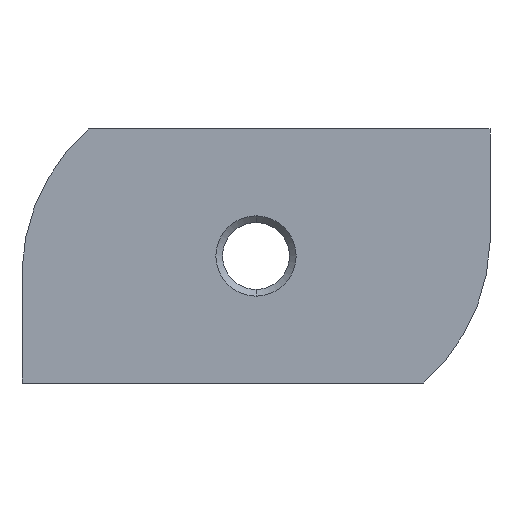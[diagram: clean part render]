
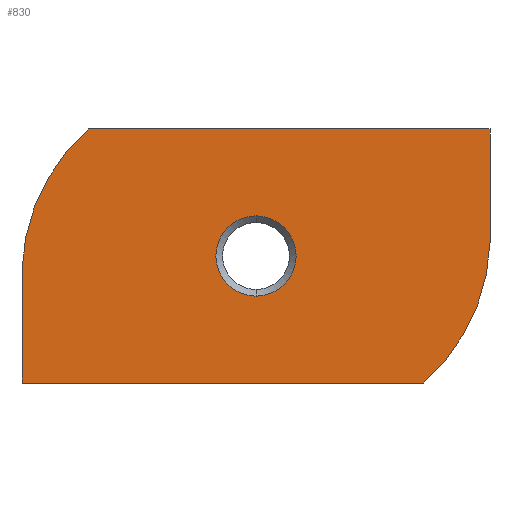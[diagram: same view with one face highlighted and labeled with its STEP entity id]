
A CAD part, front view. The second image highlights one B-rep face of the part: STEP entity #830.
In plain terms, the highlighted planar face has unit normal (0, -1, 0).
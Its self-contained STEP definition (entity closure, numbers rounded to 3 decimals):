
#42 = DIRECTION ( 'NONE',  ( 1., 0., 0. ) ) ;
#83 = ORIENTED_EDGE ( 'NONE', *, *, #2896, .T. ) ;
#90 = DIRECTION ( 'NONE',  ( 0., 1., 0. ) ) ;
#243 = EDGE_CURVE ( 'NONE', #642, #541, #1565, .T. ) ;
#308 = VECTOR ( 'NONE', #2152, 1000. ) ;
#411 = CIRCLE ( 'NONE', #3021, 14.541 ) ;
#440 = ORIENTED_EDGE ( 'NONE', *, *, #1177, .F. ) ;
#517 = AXIS2_PLACEMENT_3D ( 'NONE', #2125, #90, #1107 ) ;
#541 = VERTEX_POINT ( 'NONE', #1760 ) ;
#587 = ORIENTED_EDGE ( 'NONE', *, *, #833, .F. ) ;
#591 = FACE_BOUND ( 'NONE', #1394, .T. ) ;
#606 = LINE ( 'NONE', #1622, #2860 ) ;
#628 = DIRECTION ( 'NONE',  ( 1., 0., 0. ) ) ;
#642 = VERTEX_POINT ( 'NONE', #2929 ) ;
#660 = CARTESIAN_POINT ( 'NONE',  ( -2.967, 0., -1.48 ) ) ;
#780 = AXIS2_PLACEMENT_3D ( 'NONE', #1826, #2303, #42 ) ;
#824 = ORIENTED_EDGE ( 'NONE', *, *, #2342, .F. ) ;
#828 = DIRECTION ( 'NONE',  ( 0., 1., 0. ) ) ;
#830 = ADVANCED_FACE ( 'NONE', ( #591, #1022 ), #2764, .F. ) ;
#833 = EDGE_CURVE ( 'NONE', #2477, #1691, #2287, .T. ) ;
#876 = VERTEX_POINT ( 'NONE', #2795 ) ;
#891 = DIRECTION ( 'NONE',  ( 0., 0., 1. ) ) ;
#895 = DIRECTION ( 'NONE',  ( 0., 1., 0. ) ) ;
#940 = EDGE_CURVE ( 'NONE', #876, #2477, #1300, .T. ) ;
#1022 = FACE_OUTER_BOUND ( 'NONE', #3186, .T. ) ;
#1036 = VERTEX_POINT ( 'NONE', #2057 ) ;
#1074 = LINE ( 'NONE', #3062, #3115 ) ;
#1107 = DIRECTION ( 'NONE',  ( 0., 0., 1. ) ) ;
#1117 = LINE ( 'NONE', #1149, #308 ) ;
#1134 = ORIENTED_EDGE ( 'NONE', *, *, #3137, .T. ) ;
#1149 = CARTESIAN_POINT ( 'NONE',  ( 17.5, 0., 9.5 ) ) ;
#1177 = EDGE_CURVE ( 'NONE', #1691, #2251, #1074, .T. ) ;
#1294 = CARTESIAN_POINT ( 'NONE',  ( 0., 0., 0. ) ) ;
#1300 = CIRCLE ( 'NONE', #780, 14.541 ) ;
#1302 = VECTOR ( 'NONE', #1840, 1000. ) ;
#1315 = DIRECTION ( 'NONE',  ( 0., 0., 1. ) ) ;
#1394 = EDGE_LOOP ( 'NONE', ( #2677, #83 ) ) ;
#1405 = EDGE_CURVE ( 'NONE', #876, #1739, #606, .T. ) ;
#1515 = CIRCLE ( 'NONE', #517, 3. ) ;
#1563 = CARTESIAN_POINT ( 'NONE',  ( 0., 0., 0. ) ) ;
#1565 = CIRCLE ( 'NONE', #2807, 3. ) ;
#1622 = CARTESIAN_POINT ( 'NONE',  ( 17.5, 0., 1. ) ) ;
#1691 = VERTEX_POINT ( 'NONE', #2614 ) ;
#1739 = VERTEX_POINT ( 'NONE', #3151 ) ;
#1760 = CARTESIAN_POINT ( 'NONE',  ( 0., 0., 3. ) ) ;
#1826 = CARTESIAN_POINT ( 'NONE',  ( 2.967, 0., 1.48 ) ) ;
#1840 = DIRECTION ( 'NONE',  ( -1., 0., 0. ) ) ;
#2021 = DIRECTION ( 'NONE',  ( 0., 0., -1. ) ) ;
#2053 = DIRECTION ( 'NONE',  ( 0., 1., 0. ) ) ;
#2057 = CARTESIAN_POINT ( 'NONE',  ( -12.5, 0., 9.5 ) ) ;
#2125 = CARTESIAN_POINT ( 'NONE',  ( 0., 0., 0. ) ) ;
#2152 = DIRECTION ( 'NONE',  ( -1., 0., 0. ) ) ;
#2251 = VERTEX_POINT ( 'NONE', #2892 ) ;
#2287 = LINE ( 'NONE', #2511, #1302 ) ;
#2303 = DIRECTION ( 'NONE',  ( 0., 1., 0. ) ) ;
#2342 = EDGE_CURVE ( 'NONE', #2251, #1036, #411, .T. ) ;
#2441 = ORIENTED_EDGE ( 'NONE', *, *, #940, .F. ) ;
#2477 = VERTEX_POINT ( 'NONE', #3051 ) ;
#2511 = CARTESIAN_POINT ( 'NONE',  ( 12.5, 0., -9.5 ) ) ;
#2581 = ORIENTED_EDGE ( 'NONE', *, *, #1405, .T. ) ;
#2614 = CARTESIAN_POINT ( 'NONE',  ( -17.5, 0., -9.5 ) ) ;
#2677 = ORIENTED_EDGE ( 'NONE', *, *, #243, .T. ) ;
#2764 = PLANE ( 'NONE',  #2911 ) ;
#2795 = CARTESIAN_POINT ( 'NONE',  ( 17.5, 0., 1. ) ) ;
#2807 = AXIS2_PLACEMENT_3D ( 'NONE', #1294, #2053, #1315 ) ;
#2815 = DIRECTION ( 'NONE',  ( 0., 0., 1. ) ) ;
#2860 = VECTOR ( 'NONE', #891, 1000. ) ;
#2892 = CARTESIAN_POINT ( 'NONE',  ( -17.5, 0., -1. ) ) ;
#2896 = EDGE_CURVE ( 'NONE', #541, #642, #1515, .T. ) ;
#2911 = AXIS2_PLACEMENT_3D ( 'NONE', #1563, #828, #2021 ) ;
#2929 = CARTESIAN_POINT ( 'NONE',  ( 0., 0., -3. ) ) ;
#3021 = AXIS2_PLACEMENT_3D ( 'NONE', #660, #895, #628 ) ;
#3051 = CARTESIAN_POINT ( 'NONE',  ( 12.5, 0., -9.5 ) ) ;
#3062 = CARTESIAN_POINT ( 'NONE',  ( -17.5, 0., -9.5 ) ) ;
#3115 = VECTOR ( 'NONE', #2815, 1000. ) ;
#3137 = EDGE_CURVE ( 'NONE', #1739, #1036, #1117, .T. ) ;
#3151 = CARTESIAN_POINT ( 'NONE',  ( 17.5, 0., 9.5 ) ) ;
#3186 = EDGE_LOOP ( 'NONE', ( #824, #440, #587, #2441, #2581, #1134 ) ) ;
